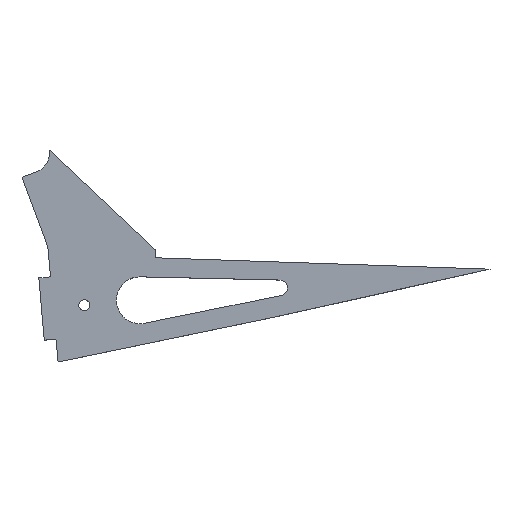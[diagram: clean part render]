
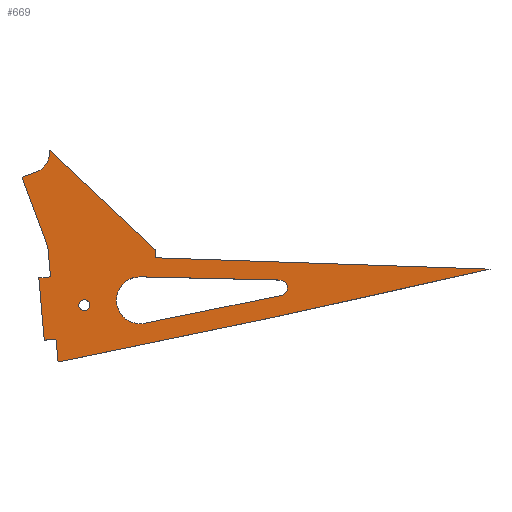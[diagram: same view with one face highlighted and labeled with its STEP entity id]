
A CAD part, top view. The second image highlights one B-rep face of the part: STEP entity #669.
In plain terms, the highlighted planar face has unit normal (0, 0, 1).
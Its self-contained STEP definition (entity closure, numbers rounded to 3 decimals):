
#42=CARTESIAN_POINT('Vertex',(408.693,-19.531,6.)) ;
#56=CARTESIAN_POINT('Vertex',(409.212,-25.368,6.)) ;
#59=CARTESIAN_POINT('Line Origine',(408.953,-22.449,6.)) ;
#82=CARTESIAN_POINT('Vertex',(405.705,-19.797,6.)) ;
#90=CARTESIAN_POINT('Line Origine',(407.199,-19.664,6.)) ;
#113=CARTESIAN_POINT('Vertex',(404.287,-3.859,6.)) ;
#121=CARTESIAN_POINT('Line Origine',(404.996,-11.828,6.)) ;
#144=CARTESIAN_POINT('Vertex',(407.275,-3.594,6.)) ;
#152=CARTESIAN_POINT('Line Origine',(405.781,-3.727,6.)) ;
#170=CARTESIAN_POINT('Vertex',(406.581,4.21,6.)) ;
#178=CARTESIAN_POINT('Line Origine',(406.928,0.308,6.)) ;
#201=CARTESIAN_POINT('Vertex',(399.994,21.919,6.)) ;
#209=CARTESIAN_POINT('Line Origine',(403.288,13.065,6.)) ;
#232=CARTESIAN_POINT('Vertex',(403.743,23.314,6.)) ;
#240=CARTESIAN_POINT('Line Origine',(401.869,22.616,6.)) ;
#263=CARTESIAN_POINT('Vertex',(406.926,28.86,6.)) ;
#271=CARTESIAN_POINT('Axis2P3D Location',(402.,28.,6.)) ;
#294=CARTESIAN_POINT('Vertex',(434.136,3.282,6.)) ;
#302=CARTESIAN_POINT('Line Origine',(420.531,16.071,6.)) ;
#325=CARTESIAN_POINT('Vertex',(434.069,1.284,6.)) ;
#333=CARTESIAN_POINT('Line Origine',(434.102,2.283,6.)) ;
#361=CARTESIAN_POINT('Vertex',(519.741,-1.621,6.)) ;
#373=CARTESIAN_POINT('Control Point',(519.741,-1.621,6.)) ;
#374=CARTESIAN_POINT('Control Point',(502.606,-1.039,6.)) ;
#375=CARTESIAN_POINT('Control Point',(485.472,-0.457,6.)) ;
#376=CARTESIAN_POINT('Control Point',(468.338,0.124,6.)) ;
#377=CARTESIAN_POINT('Control Point',(451.203,0.705,6.)) ;
#378=CARTESIAN_POINT('Control Point',(434.069,1.284,6.)) ;
#412=CARTESIAN_POINT('Control Point',(409.212,-25.368,6.)) ;
#413=CARTESIAN_POINT('Control Point',(425.892,-22.083,6.)) ;
#414=CARTESIAN_POINT('Control Point',(442.544,-18.658,6.)) ;
#415=CARTESIAN_POINT('Control Point',(459.168,-15.119,6.)) ;
#416=CARTESIAN_POINT('Control Point',(481.25,-10.291,6.)) ;
#417=CARTESIAN_POINT('Control Point',(503.306,-5.344,6.)) ;
#418=CARTESIAN_POINT('Control Point',(508.786,-4.108,6.)) ;
#419=CARTESIAN_POINT('Control Point',(514.264,-2.867,6.)) ;
#420=CARTESIAN_POINT('Control Point',(519.741,-1.621,6.)) ;
#440=CARTESIAN_POINT('Vertex',(414.553,-10.853,6.)) ;
#454=CARTESIAN_POINT('Vertex',(417.353,-10.853,6.)) ;
#457=CARTESIAN_POINT('Axis2P3D Location',(415.953,-10.853,6.)) ;
#474=CARTESIAN_POINT('Axis2P3D Location',(415.953,-10.853,6.)) ;
#497=CARTESIAN_POINT('Vertex',(466.33,-8.368,6.)) ;
#511=CARTESIAN_POINT('Vertex',(431.344,-15.47,6.)) ;
#514=CARTESIAN_POINT('Line Origine',(448.837,-11.919,6.)) ;
#537=CARTESIAN_POINT('Vertex',(465.978,-4.408,6.)) ;
#545=CARTESIAN_POINT('Axis2P3D Location',(465.932,-6.408,6.)) ;
#568=CARTESIAN_POINT('Vertex',(430.288,-3.592,6.)) ;
#576=CARTESIAN_POINT('Line Origine',(448.133,-4.,6.)) ;
#598=CARTESIAN_POINT('Axis2P3D Location',(430.151,-9.59,6.)) ;
#640=CARTESIAN_POINT('Axis2P3D Location',(0.,0.,6.)) ;
#61=VECTOR('Line Direction',#60,1.) ;
#92=VECTOR('Line Direction',#91,1.) ;
#123=VECTOR('Line Direction',#122,1.) ;
#154=VECTOR('Line Direction',#153,1.) ;
#180=VECTOR('Line Direction',#179,1.) ;
#211=VECTOR('Line Direction',#210,1.) ;
#242=VECTOR('Line Direction',#241,1.) ;
#304=VECTOR('Line Direction',#303,1.) ;
#335=VECTOR('Line Direction',#334,1.) ;
#516=VECTOR('Line Direction',#515,1.) ;
#578=VECTOR('Line Direction',#577,1.) ;
#60=DIRECTION('Vector Direction',(0.089,-0.996,0.)) ;
#91=DIRECTION('Vector Direction',(-0.996,-0.089,0.)) ;
#122=DIRECTION('Vector Direction',(-0.089,0.996,0.)) ;
#153=DIRECTION('Vector Direction',(0.996,0.089,0.)) ;
#179=DIRECTION('Vector Direction',(-0.089,0.996,0.)) ;
#210=DIRECTION('Vector Direction',(-0.349,0.937,0.)) ;
#241=DIRECTION('Vector Direction',(0.937,0.349,0.)) ;
#272=DIRECTION('Axis2P3D Direction',(0.,0.,-1.)) ;
#303=DIRECTION('Vector Direction',(-0.729,0.685,0.)) ;
#334=DIRECTION('Vector Direction',(0.034,0.999,0.)) ;
#458=DIRECTION('Axis2P3D Direction',(0.,0.,-1.)) ;
#475=DIRECTION('Axis2P3D Direction',(0.,0.,-1.)) ;
#515=DIRECTION('Vector Direction',(0.98,0.199,0.)) ;
#546=DIRECTION('Axis2P3D Direction',(0.,0.,-1.)) ;
#577=DIRECTION('Vector Direction',(1.,-0.023,0.)) ;
#599=DIRECTION('Axis2P3D Direction',(0.,0.,-1.)) ;
#641=DIRECTION('Axis2P3D Direction',(0.,0.,-1.)) ;
#642=DIRECTION('Axis2P3D XDirection',(1.,0.,0.)) ;
#273=AXIS2_PLACEMENT_3D('Circle Axis2P3D',#271,#272,$) ;
#459=AXIS2_PLACEMENT_3D('Circle Axis2P3D',#457,#458,$) ;
#476=AXIS2_PLACEMENT_3D('Circle Axis2P3D',#474,#475,$) ;
#547=AXIS2_PLACEMENT_3D('Circle Axis2P3D',#545,#546,$) ;
#600=AXIS2_PLACEMENT_3D('Circle Axis2P3D',#598,#599,$) ;
#643=AXIS2_PLACEMENT_3D('Plane Axis2P3D',#640,#641,#642) ;
#62=LINE('Line',#59,#61) ;
#93=LINE('Line',#90,#92) ;
#124=LINE('Line',#121,#123) ;
#155=LINE('Line',#152,#154) ;
#181=LINE('Line',#178,#180) ;
#212=LINE('Line',#209,#211) ;
#243=LINE('Line',#240,#242) ;
#305=LINE('Line',#302,#304) ;
#336=LINE('Line',#333,#335) ;
#517=LINE('Line',#514,#516) ;
#579=LINE('Line',#576,#578) ;
#274=CIRCLE('generated circle',#273,5.) ;
#460=CIRCLE('generated circle',#459,1.4) ;
#477=CIRCLE('generated circle',#476,1.4) ;
#548=CIRCLE('generated circle',#547,2.) ;
#601=CIRCLE('generated circle',#600,6.) ;
#644=PLANE('',#643) ;
#662=FACE_BOUND('',#659,.T.) ;
#668=FACE_BOUND('',#663,.T.) ;
#63=EDGE_CURVE('',#43,#57,#62,.T.) ;
#94=EDGE_CURVE('',#83,#43,#93,.F.) ;
#125=EDGE_CURVE('',#114,#83,#124,.F.) ;
#156=EDGE_CURVE('',#145,#114,#155,.F.) ;
#182=EDGE_CURVE('',#171,#145,#181,.F.) ;
#213=EDGE_CURVE('',#202,#171,#212,.F.) ;
#244=EDGE_CURVE('',#233,#202,#243,.F.) ;
#275=EDGE_CURVE('',#264,#233,#274,.T.) ;
#306=EDGE_CURVE('',#295,#264,#305,.T.) ;
#337=EDGE_CURVE('',#326,#295,#336,.T.) ;
#379=EDGE_CURVE('',#362,#326,#372,.T.) ;
#421=EDGE_CURVE('',#57,#362,#411,.T.) ;
#461=EDGE_CURVE('',#441,#455,#460,.T.) ;
#478=EDGE_CURVE('',#455,#441,#477,.T.) ;
#518=EDGE_CURVE('',#498,#512,#517,.F.) ;
#549=EDGE_CURVE('',#538,#498,#548,.T.) ;
#580=EDGE_CURVE('',#569,#538,#579,.T.) ;
#602=EDGE_CURVE('',#512,#569,#601,.T.) ;
#646=ORIENTED_EDGE('',*,*,#421,.T.) ;
#647=ORIENTED_EDGE('',*,*,#379,.T.) ;
#648=ORIENTED_EDGE('',*,*,#337,.T.) ;
#649=ORIENTED_EDGE('',*,*,#306,.T.) ;
#650=ORIENTED_EDGE('',*,*,#275,.T.) ;
#651=ORIENTED_EDGE('',*,*,#244,.T.) ;
#652=ORIENTED_EDGE('',*,*,#213,.T.) ;
#653=ORIENTED_EDGE('',*,*,#182,.T.) ;
#654=ORIENTED_EDGE('',*,*,#156,.T.) ;
#655=ORIENTED_EDGE('',*,*,#125,.T.) ;
#656=ORIENTED_EDGE('',*,*,#94,.T.) ;
#657=ORIENTED_EDGE('',*,*,#63,.T.) ;
#660=ORIENTED_EDGE('',*,*,#478,.T.) ;
#661=ORIENTED_EDGE('',*,*,#461,.T.) ;
#664=ORIENTED_EDGE('',*,*,#602,.T.) ;
#665=ORIENTED_EDGE('',*,*,#580,.T.) ;
#666=ORIENTED_EDGE('',*,*,#549,.T.) ;
#667=ORIENTED_EDGE('',*,*,#518,.T.) ;
#645=EDGE_LOOP('',(#646,#647,#648,#649,#650,#651,#652,#653,#654,#655,#656,#657)) ;
#659=EDGE_LOOP('',(#660,#661)) ;
#663=EDGE_LOOP('',(#664,#665,#666,#667)) ;
#43=VERTEX_POINT('',#42) ;
#57=VERTEX_POINT('',#56) ;
#83=VERTEX_POINT('',#82) ;
#114=VERTEX_POINT('',#113) ;
#145=VERTEX_POINT('',#144) ;
#171=VERTEX_POINT('',#170) ;
#202=VERTEX_POINT('',#201) ;
#233=VERTEX_POINT('',#232) ;
#264=VERTEX_POINT('',#263) ;
#295=VERTEX_POINT('',#294) ;
#326=VERTEX_POINT('',#325) ;
#362=VERTEX_POINT('',#361) ;
#441=VERTEX_POINT('',#440) ;
#455=VERTEX_POINT('',#454) ;
#498=VERTEX_POINT('',#497) ;
#512=VERTEX_POINT('',#511) ;
#538=VERTEX_POINT('',#537) ;
#569=VERTEX_POINT('',#568) ;
#669=ADVANCED_FACE('PartBody',(#658,#662,#668),#644,.F.) ;
#372=B_SPLINE_CURVE_WITH_KNOTS('',5,(#373,#374,#375,#376,#377,#378),.UNSPECIFIED.,.F.,.U.,(6,6),(0.,85.691),.UNSPECIFIED.) ;
#411=B_SPLINE_CURVE_WITH_KNOTS('',5,(#412,#413,#414,#415,#416,#417,#418,#419,#420),.UNSPECIFIED.,.F.,.U.,(6,3,6),(500420.898,500505.833,500533.918),.UNSPECIFIED.) ;
#658=FACE_OUTER_BOUND('',#645,.T.) ;
